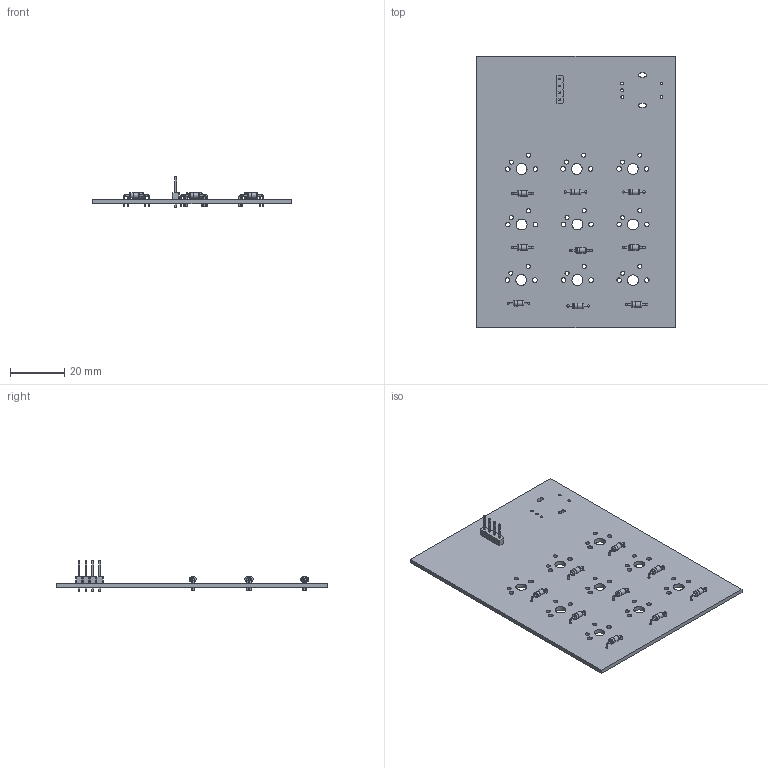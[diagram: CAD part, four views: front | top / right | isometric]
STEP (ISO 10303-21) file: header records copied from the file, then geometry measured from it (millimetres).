
FILE_DESCRIPTION(('KiCad electronic assembly'),'2;1');
FILE_NAME('kicad_keypad.step','2025-12-18T15:21:14',('Pcbnew'),('Kicad') ,'Open CASCADE STEP processor 7.9','KiCad to STEP converter','Unknown' );
FILE_SCHEMA(('AUTOMOTIVE_DESIGN { 1 0 10303 214 1 1 1 1 }'));
Length unit declared in the file: millimetre
Products named in the file (4): kicad_keypad 1; D_DO-35_SOD27_P7.62mm_Horizontal; PinHeader_1x04_P2.54mm_Vertical; kicad_keypad_PCB
Assembly tree (11 placements, depth 2):
  kicad_keypad 1
    D_DO-35_SOD27_P7.62mm_Horizontal  x9
    PinHeader_1x04_P2.54mm_Vertical
    kicad_keypad_PCB
Bounding box: 73 x 100 x 11.54 mm (x, y, z)
Volume: 10922.7 mm3; surface area: 15969.7 mm2
Topology: 20 solids, 20 shells, 330 faces, 706 edges, 442 vertices
Faces by surface type: plane 164, cylinder 130, torus 36
Full cylindrical faces by diameter (mm): 0.5 x27, 0.8 x18, 1 x9, 1.5 x18, 1.7 x18, 2 x18, 2.02 x9, 4 x9
Entity records: 7330 total; most frequent: DIRECTION 1112, CARTESIAN_POINT 1058, ORIENTED_EDGE 1028, EDGE_CURVE 514, AXIS2_PLACEMENT_3D 384, FACE_BOUND 360, EDGE_LOOP 360, LINE 344
